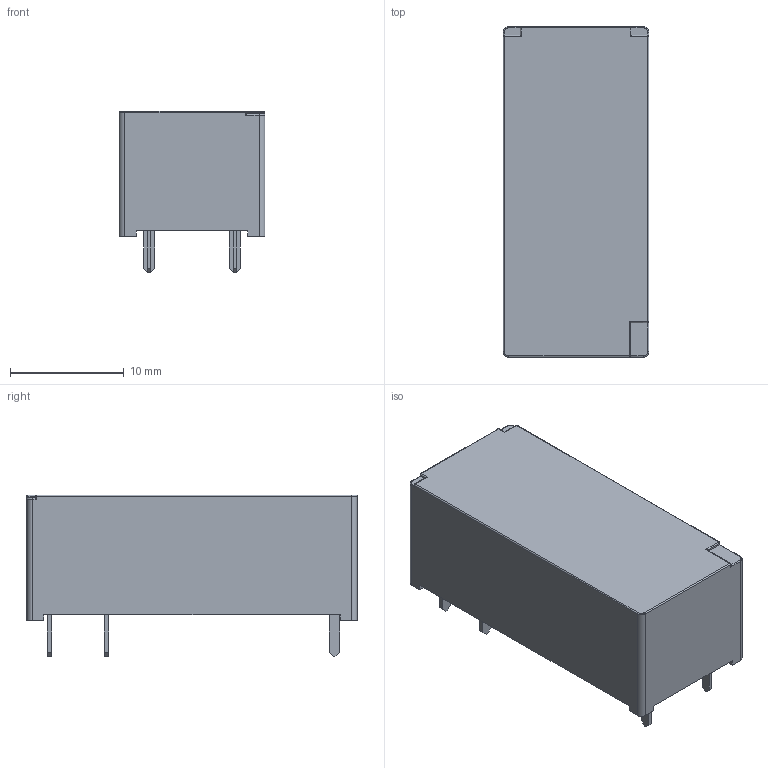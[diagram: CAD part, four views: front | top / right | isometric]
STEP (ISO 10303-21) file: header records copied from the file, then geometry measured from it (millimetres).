
FILE_DESCRIPTION(('FreeCAD Model'),'2;1');
FILE_NAME('Relay_DPST_Fujitsu_FTR-F1A.step','2018-09-30T22:46:37',('kicad StepUp' ),('ksu MCAD'),'Open CASCADE STEP processor 7.2','FreeCAD','Unknown' );
FILE_SCHEMA(('AUTOMOTIVE_DESIGN { 1 0 10303 214 1 1 1 1 }'));
Length unit declared in the file: millimetre
Products named in the file (1): Relay_DPST_Fujitsu_FTR-F1A
Bounding box: 12.8 x 29 x 14.2 mm (x, y, z)
Volume: 3905.4 mm3; surface area: 1674.7 mm2
Topology: 1 solids, 1 shells, 105 faces, 256 edges, 159 vertices
Faces by surface type: plane 69, cylinder 26, sphere 6, torus 4
Entity records: 3765 total; most frequent: CARTESIAN_POINT 521, DIRECTION 515, ORIENTED_EDGE 512, EDGE_CURVE 256, LINE 209, VECTOR 209, VERTEX_POINT 159, AXIS2_PLACEMENT_3D 153
